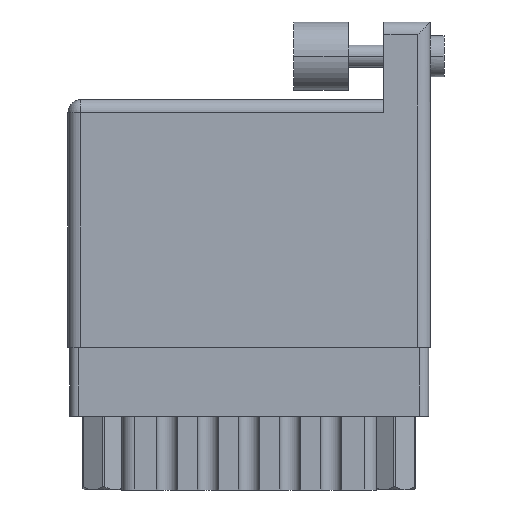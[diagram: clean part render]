
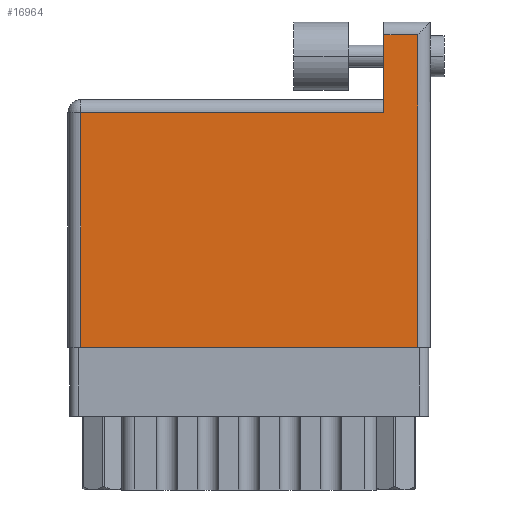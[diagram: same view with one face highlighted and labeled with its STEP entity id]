
A CAD part, front view. The second image highlights one B-rep face of the part: STEP entity #16964.
In plain terms, the highlighted face is planar.
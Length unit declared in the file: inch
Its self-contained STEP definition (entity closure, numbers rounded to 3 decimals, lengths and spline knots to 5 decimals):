
#24 = CARTESIAN_POINT ( 'NONE',  ( 0.047, 0., 0. ) ) ;
#392 = ORIENTED_EDGE ( 'NONE', *, *, #24549, .T. ) ;
#408 = LINE ( 'NONE', #10949, #4091 ) ;
#972 = EDGE_CURVE ( 'NONE', #33712, #22574, #5978, .T. ) ;
#1859 = FACE_OUTER_BOUND ( 'NONE', #7055, .T. ) ;
#2570 = ORIENTED_EDGE ( 'NONE', *, *, #19555, .T. ) ;
#3288 = VECTOR ( 'NONE', #10738, 39.37008 ) ;
#3300 = CARTESIAN_POINT ( 'NONE',  ( 1.155, 1.19, 0. ) ) ;
#3889 = CARTESIAN_POINT ( 'NONE',  ( 1.278, 1.143, 0. ) ) ;
#3891 = VECTOR ( 'NONE', #19800, 39.37008 ) ;
#4091 = VECTOR ( 'NONE', #17386, 39.37008 ) ;
#5482 = CARTESIAN_POINT ( 'NONE',  ( 1.155, 0.859, 0. ) ) ;
#5978 = LINE ( 'NONE', #16479, #30077 ) ;
#7055 = EDGE_LOOP ( 'NONE', ( #392, #16674, #16436, #7468, #2570, #12909 ) ) ;
#7176 = CARTESIAN_POINT ( 'NONE',  ( 0., 0.906, 0. ) ) ;
#7288 = CARTESIAN_POINT ( 'NONE',  ( 1.155, 1.143, 0. ) ) ;
#7468 = ORIENTED_EDGE ( 'NONE', *, *, #31939, .T. ) ;
#9411 = VERTEX_POINT ( 'NONE', #5482 ) ;
#10078 = DIRECTION ( 'NONE',  ( -1., 0., 0. ) ) ;
#10130 = DIRECTION ( 'NONE',  ( 0., 0., -1. ) ) ;
#10738 = DIRECTION ( 'NONE',  ( 0., -1., 0. ) ) ;
#10949 = CARTESIAN_POINT ( 'NONE',  ( 0., 0., 0. ) ) ;
#10950 = CARTESIAN_POINT ( 'NONE',  ( 1.155, 1.143, 0. ) ) ;
#12537 = CARTESIAN_POINT ( 'NONE',  ( 0.047, 0.859, 0. ) ) ;
#12909 = ORIENTED_EDGE ( 'NONE', *, *, #30931, .T. ) ;
#13367 = LINE ( 'NONE', #24, #3288 ) ;
#14691 = VERTEX_POINT ( 'NONE', #20643 ) ;
#14820 = AXIS2_PLACEMENT_3D ( 'NONE', #7176, #10130, #33682 ) ;
#15789 = LINE ( 'NONE', #24059, #33984 ) ;
#16436 = ORIENTED_EDGE ( 'NONE', *, *, #27220, .T. ) ;
#16479 = CARTESIAN_POINT ( 'NONE',  ( 1.278, 1.19, 0. ) ) ;
#16674 = ORIENTED_EDGE ( 'NONE', *, *, #972, .T. ) ;
#16834 = DIRECTION ( 'NONE',  ( 0., 1., 0. ) ) ;
#16964 = ADVANCED_FACE ( 'NONE', ( #1859 ), #25593, .F. ) ;
#17386 = DIRECTION ( 'NONE',  ( 1., 0., 0. ) ) ;
#18689 = VERTEX_POINT ( 'NONE', #10950 ) ;
#19555 = EDGE_CURVE ( 'NONE', #9411, #24198, #15789, .T. ) ;
#19800 = DIRECTION ( 'NONE',  ( 0., -1., 0. ) ) ;
#20643 = CARTESIAN_POINT ( 'NONE',  ( 0.047, 0., 0. ) ) ;
#21066 = VECTOR ( 'NONE', #10078, 39.37008 ) ;
#21919 = LINE ( 'NONE', #3300, #3891 ) ;
#22574 = VERTEX_POINT ( 'NONE', #3889 ) ;
#24059 = CARTESIAN_POINT ( 'NONE',  ( 0., 0.859, 0. ) ) ;
#24198 = VERTEX_POINT ( 'NONE', #12537 ) ;
#24549 = EDGE_CURVE ( 'NONE', #14691, #33712, #408, .T. ) ;
#25593 = PLANE ( 'NONE',  #14820 ) ;
#27220 = EDGE_CURVE ( 'NONE', #22574, #18689, #31336, .T. ) ;
#29113 = CARTESIAN_POINT ( 'NONE',  ( 1.278, 0., 0. ) ) ;
#30077 = VECTOR ( 'NONE', #16834, 39.37008 ) ;
#30931 = EDGE_CURVE ( 'NONE', #24198, #14691, #13367, .T. ) ;
#31336 = LINE ( 'NONE', #7288, #21066 ) ;
#31939 = EDGE_CURVE ( 'NONE', #18689, #9411, #21919, .T. ) ;
#33682 = DIRECTION ( 'NONE',  ( -1., 0., 0. ) ) ;
#33712 = VERTEX_POINT ( 'NONE', #29113 ) ;
#33984 = VECTOR ( 'NONE', #34438, 39.37008 ) ;
#34438 = DIRECTION ( 'NONE',  ( -1., 0., 0. ) ) ;
